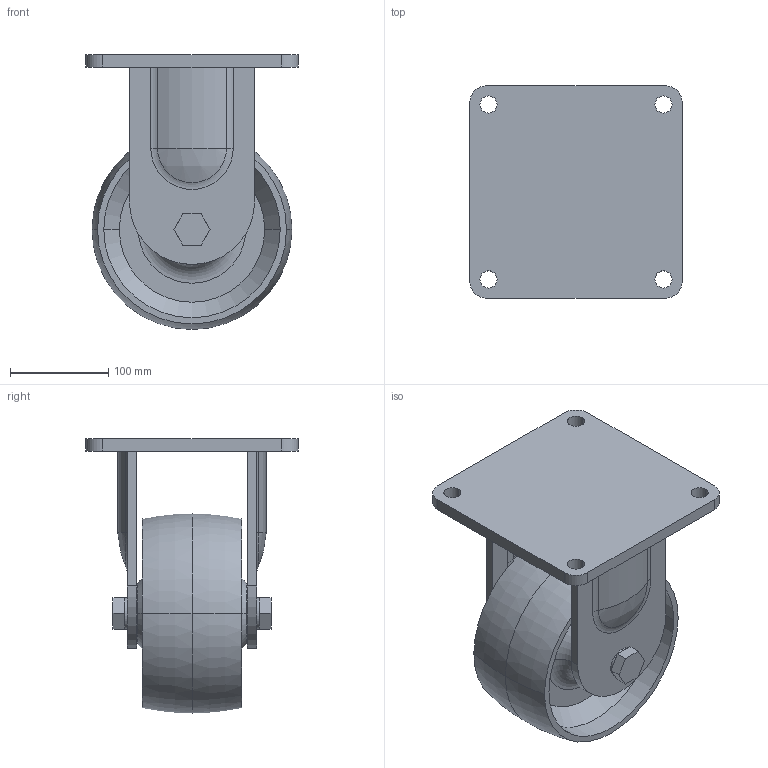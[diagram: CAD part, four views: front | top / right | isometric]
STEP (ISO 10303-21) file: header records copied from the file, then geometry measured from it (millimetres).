
FILE_DESCRIPTION (( 'STEP AP214' ), '1' );
FILE_NAME ('Caster with 8.5¨ x 8.5¨ Plate.STEP', '2022-10-26T18:04:11', ( '' ), ( '' ), 'SwSTEP 2.0', 'SolidWorks 2020', '' );
FILE_SCHEMA (( 'AUTOMOTIVE_DESIGN' ));
Length unit declared in the file: inch
Products named in the file (1): Caster with 8.5¨ x 8.5¨ Plate
Bounding box: 215.9 x 215.9 x 279.4 mm (x, y, z)
Volume: 2819091.5 mm3; surface area: 402010.9 mm2
Topology: 3 solids, 3 shells, 102 faces, 242 edges, 154 vertices
Faces by surface type: cylinder 42, plane 36, torus 12, cone 8, sphere 4
Entity records: 3253 total; most frequent: DIRECTION 566, CARTESIAN_POINT 499, ORIENTED_EDGE 484, EDGE_CURVE 242, AXIS2_PLACEMENT_3D 221, VERTEX_POINT 154, VECTOR 124, LINE 124
